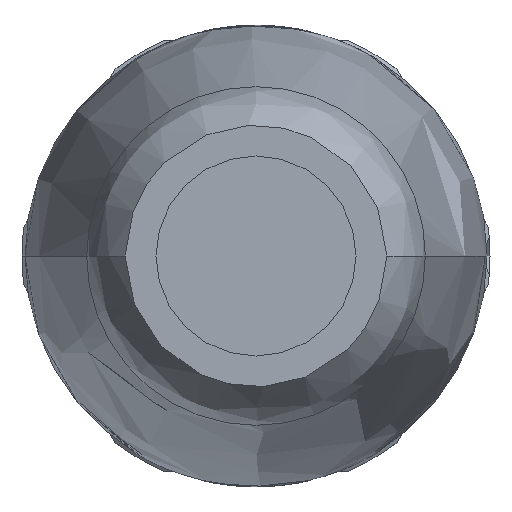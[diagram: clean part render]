
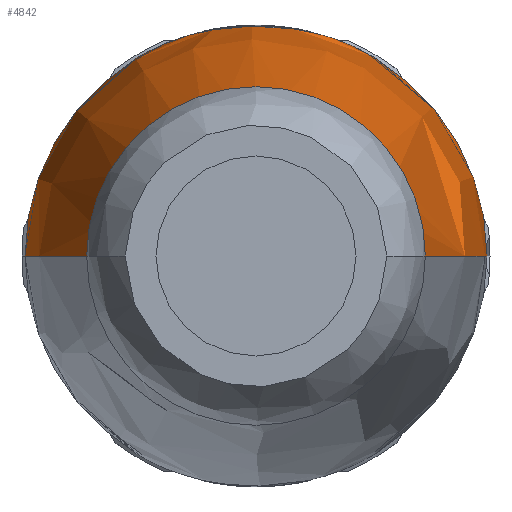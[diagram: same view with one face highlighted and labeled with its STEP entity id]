
A CAD part, front view. The second image highlights one B-rep face of the part: STEP entity #4842.
In plain terms, the highlighted face is a revolution surface.
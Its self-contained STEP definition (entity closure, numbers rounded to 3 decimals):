
#1870=SURFACE_OF_REVOLUTION('',#3055,#1875);
#1875=AXIS1_PLACEMENT('',#21500,#14565);
#2513=FACE_OUTER_BOUND('',#5788,.T.);
#2958=B_SPLINE_CURVE_WITH_KNOTS('',3,(#19480,#19481,#19482,#19483,#19484,
#19485,#19486,#19487,#19488),.UNSPECIFIED.,.F.,.F.,(4,1,1,1,1,1,4),(0.,
0.046,0.181,0.313,0.559,0.697,
1.),.UNSPECIFIED.);
#2959=B_SPLINE_CURVE_WITH_KNOTS('',3,(#19492,#19493,#19494,#19495,#19496,
#19497,#19498,#19499,#19500),.UNSPECIFIED.,.F.,.F.,(4,1,1,1,1,1,4),(0.,
0.303,0.441,0.687,0.819,0.954,
1.),.UNSPECIFIED.);
#3051=B_SPLINE_CURVE_WITH_KNOTS('',3,(#21429,#21430,#21431,#21432,#21433,
#21434,#21435,#21436,#21437,#21438,#21439,#21440,#21441,#21442,#21443,#21444,
#21445,#21446,#21447,#21448,#21449,#21450,#21451,#21452,#21453,#21454,#21455,
#21456,#21457,#21458,#21459,#21460,#21461,#21462,#21463,#21464),
 .UNSPECIFIED.,.F.,.F.,(4,2,2,2,2,2,2,2,2,2,2,2,2,2,2,2,2,4),(0.,0.125,
0.156,0.187,0.25,0.281,
0.312,0.375,0.437,0.5,
0.562,0.625,0.688,0.75,0.813,0.875,0.938,1.),
 .UNSPECIFIED.);
#3052=B_SPLINE_CURVE_WITH_KNOTS('',3,(#21467,#21468,#21469,#21470,#21471),
 .UNSPECIFIED.,.F.,.F.,(4,1,4),(0.,0.48,1.),.UNSPECIFIED.);
#3053=B_SPLINE_CURVE_WITH_KNOTS('',3,(#21472,#21473,#21474,#21475,#21476,
#21477),.UNSPECIFIED.,.F.,.F.,(4,2,4),(0.,0.5,1.),.UNSPECIFIED.);
#3055=B_SPLINE_CURVE_WITH_KNOTS('',3,(#21489,#21490,#21491,#21492,#21493,
#21494,#21495,#21496,#21497,#21498,#21499),.UNSPECIFIED.,.F.,.F.,(4,1,1,
1,1,1,1,1,4),(0.,0.01,0.056,0.188,0.317,
0.558,0.693,0.99,1.),.UNSPECIFIED.);
#4842=ADVANCED_FACE('',(#2513),#1870,.F.);
#5788=EDGE_LOOP('',(#7786,#7787,#7788,#7789,#7790,#7791,#7792,#7793));
#7786=ORIENTED_EDGE('',*,*,#11099,.T.);
#7787=ORIENTED_EDGE('',*,*,#10962,.F.);
#7788=ORIENTED_EDGE('',*,*,#11106,.T.);
#7789=ORIENTED_EDGE('',*,*,#10960,.F.);
#7790=ORIENTED_EDGE('',*,*,#11102,.T.);
#7791=ORIENTED_EDGE('',*,*,#11104,.T.);
#7792=ORIENTED_EDGE('',*,*,#11103,.T.);
#7793=ORIENTED_EDGE('',*,*,#11105,.F.);
#9615=VERTEX_POINT('',#19479);
#9616=VERTEX_POINT('',#19489);
#9617=VERTEX_POINT('',#19491);
#9618=VERTEX_POINT('',#19501);
#9709=VERTEX_POINT('',#21423);
#9710=VERTEX_POINT('',#21426);
#9711=VERTEX_POINT('',#21465);
#9712=VERTEX_POINT('',#21466);
#10960=EDGE_CURVE('',#9615,#9616,#2958,.T.);
#10962=EDGE_CURVE('',#9617,#9618,#2959,.T.);
#11099=EDGE_CURVE('',#9709,#9618,#12017,.T.);
#11102=EDGE_CURVE('',#9615,#9710,#12020,.T.);
#11103=EDGE_CURVE('',#9711,#9712,#3051,.T.);
#11104=EDGE_CURVE('',#9710,#9711,#3052,.T.);
#11105=EDGE_CURVE('',#9709,#9712,#3053,.T.);
#11106=EDGE_CURVE('',#9617,#9616,#12021,.T.);
#12017=CIRCLE('',#12740,7.5);
#12020=CIRCLE('',#12743,7.5);
#12021=CIRCLE('',#12745,5.25);
#12740=AXIS2_PLACEMENT_3D('',#21422,#14552,#14553);
#12743=AXIS2_PLACEMENT_3D('',#21427,#14558,#14559);
#12745=AXIS2_PLACEMENT_3D('',#21488,#14563,#14564);
#14552=DIRECTION('',(0.,-1.,0.));
#14553=DIRECTION('',(-0.521,0.,0.854));
#14558=DIRECTION('',(0.,-1.,0.));
#14559=DIRECTION('',(1.,0.,0.));
#14563=DIRECTION('',(0.,1.,0.));
#14564=DIRECTION('',(-1.,0.,0.));
#14565=DIRECTION('',(0.,1.,0.));
#19479=CARTESIAN_POINT('',(7.5,-3.6,0.));
#19480=CARTESIAN_POINT('',(7.5,-3.6,0.));
#19481=CARTESIAN_POINT('',(7.499,-4.021,0.));
#19482=CARTESIAN_POINT('',(7.501,-5.677,0.));
#19483=CARTESIAN_POINT('',(7.5,-8.589,0.));
#19484=CARTESIAN_POINT('',(7.497,-13.446,0.));
#19485=CARTESIAN_POINT('',(7.519,-18.394,0.));
#19486=CARTESIAN_POINT('',(6.78,-24.786,0.));
#19487=CARTESIAN_POINT('',(5.941,-28.813,0.));
#19488=CARTESIAN_POINT('',(5.25,-31.6,0.));
#19489=CARTESIAN_POINT('',(5.25,-31.6,0.));
#19491=CARTESIAN_POINT('',(-5.25,-31.6,0.));
#19492=CARTESIAN_POINT('',(-5.25,-31.6,0.));
#19493=CARTESIAN_POINT('',(-5.941,-28.813,0.));
#19494=CARTESIAN_POINT('',(-6.78,-24.786,0.));
#19495=CARTESIAN_POINT('',(-7.519,-18.394,0.));
#19496=CARTESIAN_POINT('',(-7.497,-13.446,0.));
#19497=CARTESIAN_POINT('',(-7.5,-8.589,0.));
#19498=CARTESIAN_POINT('',(-7.501,-5.677,0.));
#19499=CARTESIAN_POINT('',(-7.499,-4.021,0.));
#19500=CARTESIAN_POINT('',(-7.5,-3.6,0.));
#19501=CARTESIAN_POINT('',(-7.5,-3.6,0.));
#21422=CARTESIAN_POINT('',(0.,-3.6,0.));
#21423=CARTESIAN_POINT('',(-3.904,-3.6,6.404));
#21426=CARTESIAN_POINT('',(3.904,-3.6,6.404));
#21427=CARTESIAN_POINT('',(0.,-3.6,0.));
#21429=CARTESIAN_POINT('',(3.9,-6.259,6.407));
#21430=CARTESIAN_POINT('',(3.866,-8.427,6.428));
#21431=CARTESIAN_POINT('',(3.791,-9.404,6.472));
#21432=CARTESIAN_POINT('',(3.659,-10.75,6.546));
#21433=CARTESIAN_POINT('',(3.629,-11.034,6.563));
#21434=CARTESIAN_POINT('',(3.562,-11.58,6.6));
#21435=CARTESIAN_POINT('',(3.531,-11.798,6.616));
#21436=CARTESIAN_POINT('',(3.399,-12.566,6.686));
#21437=CARTESIAN_POINT('',(3.254,-13.209,6.76));
#21438=CARTESIAN_POINT('',(3.085,-13.773,6.838));
#21439=CARTESIAN_POINT('',(3.02,-13.962,6.867));
#21440=CARTESIAN_POINT('',(2.868,-14.345,6.93));
#21441=CARTESIAN_POINT('',(2.797,-14.508,6.959));
#21442=CARTESIAN_POINT('',(2.466,-15.179,7.083));
#21443=CARTESIAN_POINT('',(2.208,-15.568,7.162));
#21444=CARTESIAN_POINT('',(1.799,-16.031,7.269));
#21445=CARTESIAN_POINT('',(1.509,-16.282,7.331));
#21446=CARTESIAN_POINT('',(1.018,-16.583,7.408));
#21447=CARTESIAN_POINT('',(0.733,-16.697,7.443));
#21448=CARTESIAN_POINT('',(0.047,-16.849,7.475));
#21449=CARTESIAN_POINT('',(-0.206,-16.839,7.475));
#21450=CARTESIAN_POINT('',(-0.971,-16.614,7.42));
#21451=CARTESIAN_POINT('',(-1.312,-16.424,7.367));
#21452=CARTESIAN_POINT('',(-1.868,-15.953,7.255));
#21453=CARTESIAN_POINT('',(-2.065,-15.743,7.203));
#21454=CARTESIAN_POINT('',(-2.532,-15.044,7.061));
#21455=CARTESIAN_POINT('',(-2.803,-14.532,6.959));
#21456=CARTESIAN_POINT('',(-3.158,-13.626,6.807));
#21457=CARTESIAN_POINT('',(-3.293,-13.111,6.74));
#21458=CARTESIAN_POINT('',(-3.506,-12.02,6.63));
#21459=CARTESIAN_POINT('',(-3.579,-11.505,6.591));
#21460=CARTESIAN_POINT('',(-3.714,-10.249,6.516));
#21461=CARTESIAN_POINT('',(-3.772,-9.511,6.482));
#21462=CARTESIAN_POINT('',(-3.854,-8.104,6.434));
#21463=CARTESIAN_POINT('',(-3.885,-7.253,6.416));
#21464=CARTESIAN_POINT('',(-3.901,-6.256,6.406));
#21465=CARTESIAN_POINT('',(3.9,-6.259,6.407));
#21466=CARTESIAN_POINT('',(-3.901,-6.256,6.406));
#21467=CARTESIAN_POINT('',(3.904,-3.6,6.404));
#21468=CARTESIAN_POINT('',(3.904,-4.021,6.403));
#21469=CARTESIAN_POINT('',(3.904,-4.903,6.404));
#21470=CARTESIAN_POINT('',(3.9,-5.794,6.407));
#21471=CARTESIAN_POINT('',(3.9,-6.259,6.407));
#21472=CARTESIAN_POINT('',(-3.904,-3.6,6.404));
#21473=CARTESIAN_POINT('',(-3.905,-3.935,6.403));
#21474=CARTESIAN_POINT('',(-3.906,-4.44,6.403));
#21475=CARTESIAN_POINT('',(-3.906,-5.378,6.403));
#21476=CARTESIAN_POINT('',(-3.904,-5.827,6.404));
#21477=CARTESIAN_POINT('',(-3.901,-6.256,6.406));
#21488=CARTESIAN_POINT('',(0.,-31.6,0.));
#21489=CARTESIAN_POINT('',(7.501,-3.318,0.));
#21490=CARTESIAN_POINT('',(7.5,-3.412,0.));
#21491=CARTESIAN_POINT('',(7.499,-3.926,0.));
#21492=CARTESIAN_POINT('',(7.501,-5.677,0.));
#21493=CARTESIAN_POINT('',(7.5,-8.589,0.));
#21494=CARTESIAN_POINT('',(7.497,-13.446,0.));
#21495=CARTESIAN_POINT('',(7.519,-18.394,0.));
#21496=CARTESIAN_POINT('',(6.78,-24.786,0.));
#21497=CARTESIAN_POINT('',(5.922,-28.904,0.));
#21498=CARTESIAN_POINT('',(5.205,-31.783,0.));
#21499=CARTESIAN_POINT('',(5.182,-31.874,0.));
#21500=CARTESIAN_POINT('',(0.,-3.318,0.));
